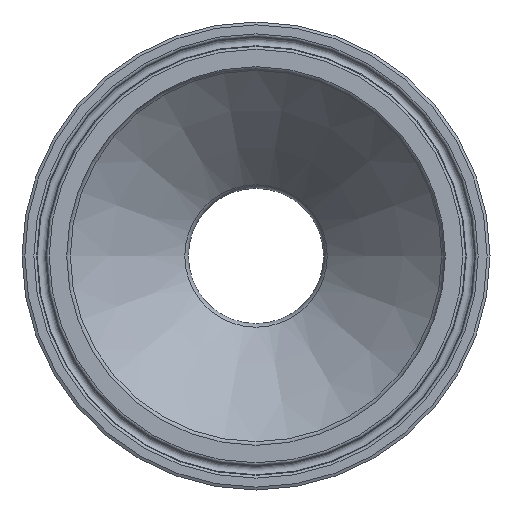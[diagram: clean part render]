
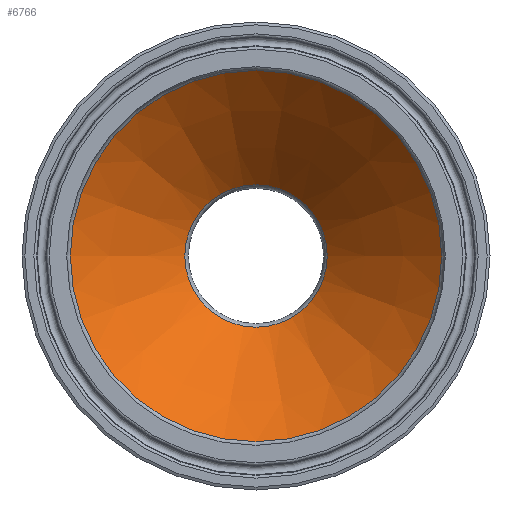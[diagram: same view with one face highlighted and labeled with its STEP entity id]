
A CAD part, left-side view. The second image highlights one B-rep face of the part: STEP entity #6766.
In plain terms, the highlighted conical face has half-angle 45 degrees and reference radius 33.045 mm.
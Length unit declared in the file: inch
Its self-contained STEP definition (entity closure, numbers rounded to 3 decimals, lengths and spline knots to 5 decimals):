
#16=CONICAL_SURFACE('',#7207,1.301,45.);
#115=FACE_BOUND('',#1245,.T.);
#821=FACE_OUTER_BOUND('',#1244,.T.);
#1244=EDGE_LOOP('',(#6297));
#1245=EDGE_LOOP('',(#6298));
#1453=CIRCLE('',#7206,0.72161);
#1454=CIRCLE('',#7208,1.88039);
#3347=VERTEX_POINT('',#14365);
#3348=VERTEX_POINT('',#14368);
#4338=EDGE_CURVE('',#3347,#3347,#1453,.T.);
#4339=EDGE_CURVE('',#3348,#3348,#1454,.T.);
#6297=ORIENTED_EDGE('',*,*,#4339,.F.);
#6298=ORIENTED_EDGE('',*,*,#4338,.F.);
#6766=ADVANCED_FACE('',(#821,#115),#16,.F.);
#7206=AXIS2_PLACEMENT_3D('',#14366,#8539,#8540);
#7207=AXIS2_PLACEMENT_3D('',#14367,#8541,#8542);
#7208=AXIS2_PLACEMENT_3D('',#14369,#8543,#8544);
#8539=DIRECTION('center_axis',(-1.,0.,0.));
#8540=DIRECTION('ref_axis',(0.,-1.,0.));
#8541=DIRECTION('center_axis',(-1.,0.,0.));
#8542=DIRECTION('ref_axis',(0.,1.,0.));
#8543=DIRECTION('center_axis',(1.,0.,0.));
#8544=DIRECTION('ref_axis',(0.,-1.,0.));
#14365=CARTESIAN_POINT('',(2.60983,0.72161,0.));
#14366=CARTESIAN_POINT('Origin',(2.60983,0.,
0.));
#14367=CARTESIAN_POINT('Origin',(2.03044,0.,
0.));
#14368=CARTESIAN_POINT('',(1.45105,1.88039,0.));
#14369=CARTESIAN_POINT('Origin',(1.45105,0.,
0.));
